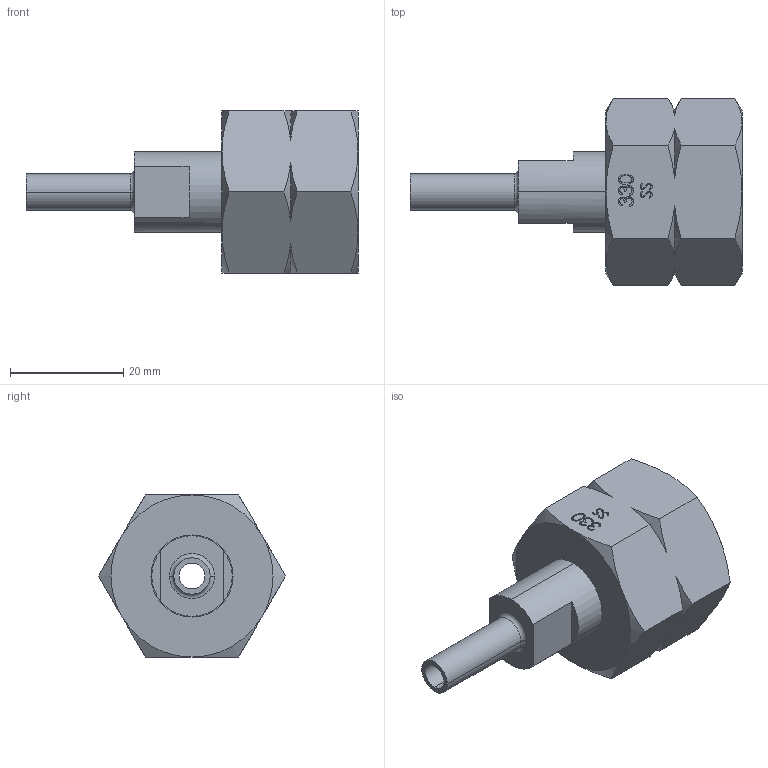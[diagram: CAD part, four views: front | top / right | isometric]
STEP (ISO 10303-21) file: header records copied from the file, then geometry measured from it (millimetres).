
FILE_DESCRIPTION (( 'STEP AP203' ), '1' );
FILE_NAME ('INL-330SS-4TS-28F.STEP', '2025-08-29T18:02:10', ( '' ), ( '' ), 'SwSTEP 2.0', 'SolidWorks 2018', '' );
FILE_SCHEMA (( 'CONFIG_CONTROL_DESIGN' ));
Length unit declared in the file: inch
Products named in the file (4): PRT-000260; PRT-000036; PRT-000034; INL-330SS-4TS-28F
Assembly tree (3 placements, depth 2):
  INL-330SS-4TS-28F
    PRT-000036
    PRT-000034
    PRT-000260
Bounding box: 58.56 x 33 x 28.57 mm (x, y, z)
Volume: 15014.4 mm3; surface area: 8556.4 mm2
Topology: 3 solids, 3 shells, 176 faces, 547 edges, 387 vertices
Faces by surface type: bspline 70, cone 38, plane 36, cylinder 26, torus 6
Entity records: 13100 total; most frequent: CARTESIAN_POINT 8468, ORIENTED_EDGE 1094, DIRECTION 552, EDGE_CURVE 547, VERTEX_POINT 387, B_SPLINE_CURVE_WITH_KNOTS 304, AXIS2_PLACEMENT_3D 197, EDGE_LOOP 192
